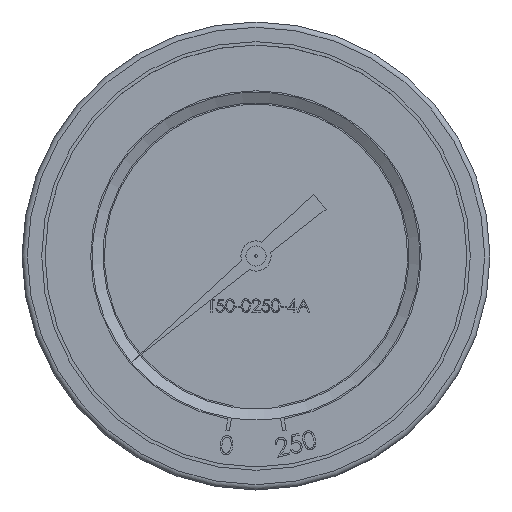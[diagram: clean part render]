
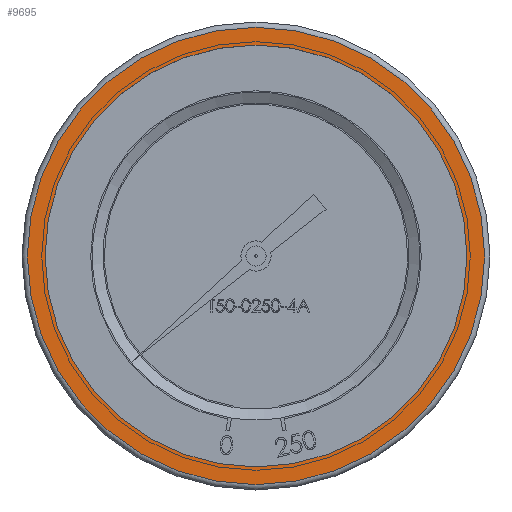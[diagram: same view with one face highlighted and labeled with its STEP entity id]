
A CAD part, top view. The second image highlights one B-rep face of the part: STEP entity #9695.
In plain terms, the highlighted planar face has unit normal (0, 0, 1).
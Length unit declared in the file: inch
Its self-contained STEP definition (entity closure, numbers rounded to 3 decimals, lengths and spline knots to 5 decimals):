
#257 = FACE_BOUND ( 'NONE', #17502, .T. ) ;
#1505 = EDGE_LOOP ( 'NONE', ( #19972 ) ) ;
#3671 = DIRECTION ( 'NONE',  ( -1., 0., 0. ) ) ;
#4105 = EDGE_CURVE ( 'NONE', #9133, #9133, #21765, .T. ) ;
#4641 = AXIS2_PLACEMENT_3D ( 'NONE', #21504, #7057, #3671 ) ;
#6093 = ORIENTED_EDGE ( 'NONE', *, *, #4105, .F. ) ;
#6878 = CARTESIAN_POINT ( 'NONE',  ( -2.58, 0., 0. ) ) ;
#7057 = DIRECTION ( 'NONE',  ( 0., 0., 1. ) ) ;
#7155 = CARTESIAN_POINT ( 'NONE',  ( -2.38, 0., 0. ) ) ;
#7615 = FACE_OUTER_BOUND ( 'NONE', #1505, .T. ) ;
#9133 = VERTEX_POINT ( 'NONE', #7155 ) ;
#9225 = AXIS2_PLACEMENT_3D ( 'NONE', #15496, #19129, #11740 ) ;
#9695 = ADVANCED_FACE ( 'NONE', ( #7615, #257 ), #19991, .F. ) ;
#10872 = CARTESIAN_POINT ( 'NONE',  ( 0., 0., 0. ) ) ;
#11740 = DIRECTION ( 'NONE',  ( -1., 0., 0. ) ) ;
#14984 = AXIS2_PLACEMENT_3D ( 'NONE', #10872, #18024, #21832 ) ;
#15496 = CARTESIAN_POINT ( 'NONE',  ( 0., 0., 0. ) ) ;
#17502 = EDGE_LOOP ( 'NONE', ( #6093 ) ) ;
#17846 = EDGE_CURVE ( 'NONE', #21216, #21216, #19273, .T. ) ;
#18024 = DIRECTION ( 'NONE',  ( 0., 0., -1. ) ) ;
#19129 = DIRECTION ( 'NONE',  ( 0., 0., 1. ) ) ;
#19273 = CIRCLE ( 'NONE', #9225, 2.58 ) ;
#19972 = ORIENTED_EDGE ( 'NONE', *, *, #17846, .T. ) ;
#19991 = PLANE ( 'NONE',  #14984 ) ;
#21216 = VERTEX_POINT ( 'NONE', #6878 ) ;
#21504 = CARTESIAN_POINT ( 'NONE',  ( 0., 0., 0. ) ) ;
#21765 = CIRCLE ( 'NONE', #4641, 2.38 ) ;
#21832 = DIRECTION ( 'NONE',  ( -1., 0., 0. ) ) ;
